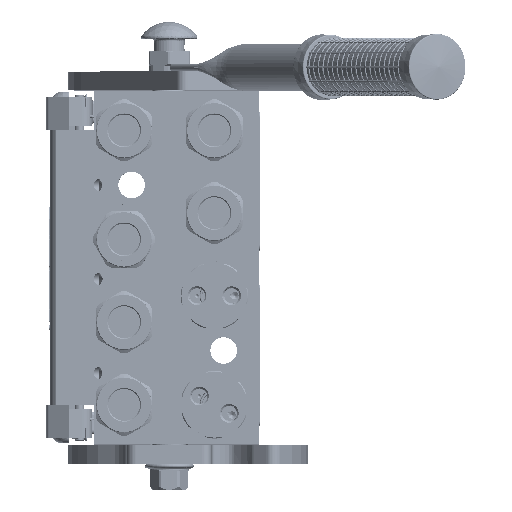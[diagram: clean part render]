
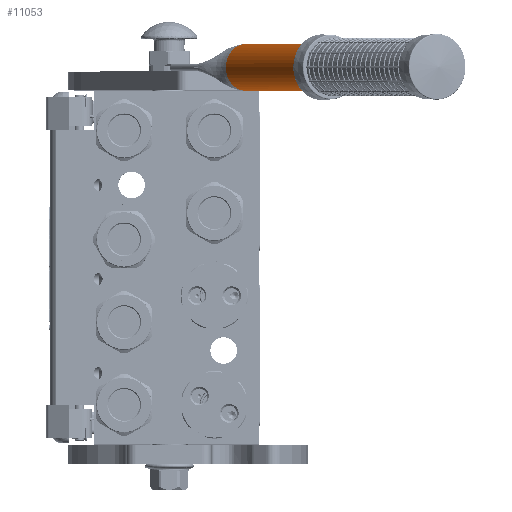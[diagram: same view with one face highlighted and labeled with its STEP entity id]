
A CAD part, top view. The second image highlights one B-rep face of the part: STEP entity #11053.
In plain terms, the highlighted cylindrical face has radius 12.5 mm (diameter 25 mm), a partial arc.
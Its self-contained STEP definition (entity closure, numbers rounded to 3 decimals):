
#977 = CARTESIAN_POINT ( 'NONE',  ( 0., 198., 0. ) ) ;
#4716 = AXIS2_PLACEMENT_3D ( 'NONE', #75201, #169456, #55236 ) ;
#5966 = CARTESIAN_POINT ( 'NONE',  ( -12.5, 0.24, 0. ) ) ;
#8791 = CARTESIAN_POINT ( 'NONE',  ( -12.488, 0.202, -0.541 ) ) ;
#9611 = CARTESIAN_POINT ( 'NONE',  ( -12.5, 0.24, -0.108 ) ) ;
#11053 = ADVANCED_FACE ( 'NONE', ( #61029 ), #213349, .T. ) ;
#14998 = ORIENTED_EDGE ( 'NONE', *, *, #145105, .F. ) ;
#17001 = ORIENTED_EDGE ( 'NONE', *, *, #139240, .F. ) ;
#19395 = ORIENTED_EDGE ( 'NONE', *, *, #119113, .T. ) ;
#28772 = CARTESIAN_POINT ( 'NONE',  ( -12.456, 0.096, -1.087 ) ) ;
#30655 = AXIS2_PLACEMENT_3D ( 'NONE', #122908, #140351, #217778 ) ;
#31228 = CARTESIAN_POINT ( 'NONE',  ( -12.482, 0.18, -0.676 ) ) ;
#36202 = ORIENTED_EDGE ( 'NONE', *, *, #230574, .T. ) ;
#39074 = ORIENTED_EDGE ( 'NONE', *, *, #137642, .T. ) ;
#41805 = EDGE_CURVE ( 'NONE', #91091, #74546, #80941, .T. ) ;
#42347 = CARTESIAN_POINT ( 'NONE',  ( 12.5, 0.24, 0. ) ) ;
#42473 = DIRECTION ( 'NONE',  ( 1., 0., 0. ) ) ;
#43420 = CIRCLE ( 'NONE', #4716, 12.5 ) ;
#44545 = CARTESIAN_POINT ( 'NONE',  ( 12.461, 0.114, -0.981 ) ) ;
#48412 = B_SPLINE_CURVE_WITH_KNOTS ( 'NONE', 3,
 ( #122950, #9611, #181245, #49521, #239381, #8791, #180413, #199548, #126210, #31228, #200358, #201154, #142935, #28772, #144535 ),
 .UNSPECIFIED., .F., .F.,
 ( 4, 2, 2, 1, 1, 1, 2, 2, 4 ),
 ( 0., 0.25, 0.375, 0.438, 0.469, 0.484, 0.492, 0.5, 1. ),
 .UNSPECIFIED. ) ;
#49162 = CARTESIAN_POINT ( 'NONE',  ( 0., 0., -12.5 ) ) ;
#49521 = CARTESIAN_POINT ( 'NONE',  ( -12.494, 0.22, -0.394 ) ) ;
#55123 = VERTEX_POINT ( 'NONE', #240262 ) ;
#55236 = DIRECTION ( 'NONE',  ( 0.994, 0., -0.109 ) ) ;
#61029 = FACE_OUTER_BOUND ( 'NONE', #98082, .T. ) ;
#63687 = CARTESIAN_POINT ( 'NONE',  ( 12.441, 0.049, -1.219 ) ) ;
#65826 = CARTESIAN_POINT ( 'NONE',  ( 12.5, 198., 0. ) ) ;
#72903 = ORIENTED_EDGE ( 'NONE', *, *, #201905, .F. ) ;
#74546 = VERTEX_POINT ( 'NONE', #176474 ) ;
#75201 = CARTESIAN_POINT ( 'NONE',  ( 0., 0., 0. ) ) ;
#78234 = VECTOR ( 'NONE', #96663, 1000. ) ;
#80295 = CARTESIAN_POINT ( 'NONE',  ( -12.5, 0.24, 0. ) ) ;
#80416 = CARTESIAN_POINT ( 'NONE',  ( 12.464, 0.121, -0.953 ) ) ;
#80941 = B_SPLINE_CURVE_WITH_KNOTS ( 'NONE', 3,
 ( #177070, #63687, #81230, #44545, #80416, #213673, #82891, #100473, #99624, #102135, #119629, #157053, #113846, #157879, #139524, #193725 ),
 .UNSPECIFIED., .F., .F.,
 ( 4, 2, 1, 2, 2, 1, 2, 2, 4 ),
 ( 0., 0.25, 0.313, 0.328, 0.344, 0.375, 0.438, 0.5, 1. ),
 .UNSPECIFIED. ) ;
#81230 = CARTESIAN_POINT ( 'NONE',  ( 12.452, 0.083, -1.1 ) ) ;
#82891 = CARTESIAN_POINT ( 'NONE',  ( 12.466, 0.13, -0.917 ) ) ;
#91091 = VERTEX_POINT ( 'NONE', #204494 ) ;
#93056 = DIRECTION ( 'NONE',  ( 0., -1., 0. ) ) ;
#96663 = DIRECTION ( 'NONE',  ( 0., 1., 0. ) ) ;
#98082 = EDGE_LOOP ( 'NONE', ( #19395, #39074, #14998, #36202, #17001, #72903, #107502 ) ) ;
#99624 = CARTESIAN_POINT ( 'NONE',  ( 12.468, 0.136, -0.889 ) ) ;
#100473 = CARTESIAN_POINT ( 'NONE',  ( 12.467, 0.131, -0.91 ) ) ;
#102135 = CARTESIAN_POINT ( 'NONE',  ( 12.471, 0.146, -0.847 ) ) ;
#102221 = LINE ( 'NONE', #42347, #78234 ) ;
#107502 = ORIENTED_EDGE ( 'NONE', *, *, #41805, .F. ) ;
#111584 = VERTEX_POINT ( 'NONE', #49162 ) ;
#113846 = CARTESIAN_POINT ( 'NONE',  ( 12.479, 0.172, -0.721 ) ) ;
#119113 = EDGE_CURVE ( 'NONE', #91091, #111584, #226510, .T. ) ;
#119629 = CARTESIAN_POINT ( 'NONE',  ( 12.474, 0.155, -0.804 ) ) ;
#120283 = VERTEX_POINT ( 'NONE', #65826 ) ;
#122908 = CARTESIAN_POINT ( 'NONE',  ( 0., 0., 0. ) ) ;
#122950 = CARTESIAN_POINT ( 'NONE',  ( -12.5, 0.24, 0. ) ) ;
#126210 = CARTESIAN_POINT ( 'NONE',  ( -12.482, 0.182, -0.665 ) ) ;
#137642 = EDGE_CURVE ( 'NONE', #111584, #55123, #43420, .T. ) ;
#138100 = CIRCLE ( 'NONE', #220321, 12.5 ) ;
#139240 = EDGE_CURVE ( 'NONE', #120283, #231411, #138100, .T. ) ;
#139524 = CARTESIAN_POINT ( 'NONE',  ( 12.5, 0.24, -0.216 ) ) ;
#140351 = DIRECTION ( 'NONE',  ( 0., 1., 0. ) ) ;
#142935 = CARTESIAN_POINT ( 'NONE',  ( -12.472, 0.146, -0.859 ) ) ;
#144535 = CARTESIAN_POINT ( 'NONE',  ( -12.426, 0., -1.36 ) ) ;
#145105 = EDGE_CURVE ( 'NONE', #199663, #55123, #48412, .T. ) ;
#148824 = CARTESIAN_POINT ( 'NONE',  ( 0., 0., 0. ) ) ;
#156632 = VECTOR ( 'NONE', #232691, 1000. ) ;
#157053 = CARTESIAN_POINT ( 'NONE',  ( 12.478, 0.167, -0.748 ) ) ;
#157879 = CARTESIAN_POINT ( 'NONE',  ( 12.494, 0.221, -0.449 ) ) ;
#169456 = DIRECTION ( 'NONE',  ( 0., 1., 0. ) ) ;
#174240 = DIRECTION ( 'NONE',  ( 0., 1., 0. ) ) ;
#176474 = CARTESIAN_POINT ( 'NONE',  ( 12.5, 0.24, 0. ) ) ;
#177070 = CARTESIAN_POINT ( 'NONE',  ( 12.426, 0., -1.36 ) ) ;
#180413 = CARTESIAN_POINT ( 'NONE',  ( -12.486, 0.195, -0.586 ) ) ;
#180596 = LINE ( 'NONE', #80295, #156632 ) ;
#181245 = CARTESIAN_POINT ( 'NONE',  ( -12.499, 0.235, -0.221 ) ) ;
#193725 = CARTESIAN_POINT ( 'NONE',  ( 12.5, 0.24, 0. ) ) ;
#193756 = AXIS2_PLACEMENT_3D ( 'NONE', #148824, #93056, #223777 ) ;
#199548 = CARTESIAN_POINT ( 'NONE',  ( -12.484, 0.186, -0.638 ) ) ;
#199663 = VERTEX_POINT ( 'NONE', #5966 ) ;
#200358 = CARTESIAN_POINT ( 'NONE',  ( -12.481, 0.178, -0.683 ) ) ;
#201154 = CARTESIAN_POINT ( 'NONE',  ( -12.481, 0.178, -0.688 ) ) ;
#201905 = EDGE_CURVE ( 'NONE', #74546, #120283, #102221, .T. ) ;
#204494 = CARTESIAN_POINT ( 'NONE',  ( 12.426, 0., -1.36 ) ) ;
#213349 = CYLINDRICAL_SURFACE ( 'NONE', #193756, 12.5 ) ;
#213673 = CARTESIAN_POINT ( 'NONE',  ( 12.466, 0.127, -0.927 ) ) ;
#217778 = DIRECTION ( 'NONE',  ( 0.994, 0., -0.109 ) ) ;
#220321 = AXIS2_PLACEMENT_3D ( 'NONE', #977, #174240, #42473 ) ;
#222283 = CARTESIAN_POINT ( 'NONE',  ( -12.5, 198., 0. ) ) ;
#223777 = DIRECTION ( 'NONE',  ( 1., 0., 0. ) ) ;
#226510 = CIRCLE ( 'NONE', #30655, 12.5 ) ;
#230574 = EDGE_CURVE ( 'NONE', #199663, #231411, #180596, .T. ) ;
#231411 = VERTEX_POINT ( 'NONE', #222283 ) ;
#232691 = DIRECTION ( 'NONE',  ( 0., 1., 0. ) ) ;
#239381 = CARTESIAN_POINT ( 'NONE',  ( -12.492, 0.214, -0.452 ) ) ;
#240262 = CARTESIAN_POINT ( 'NONE',  ( -12.426, 0., -1.36 ) ) ;
